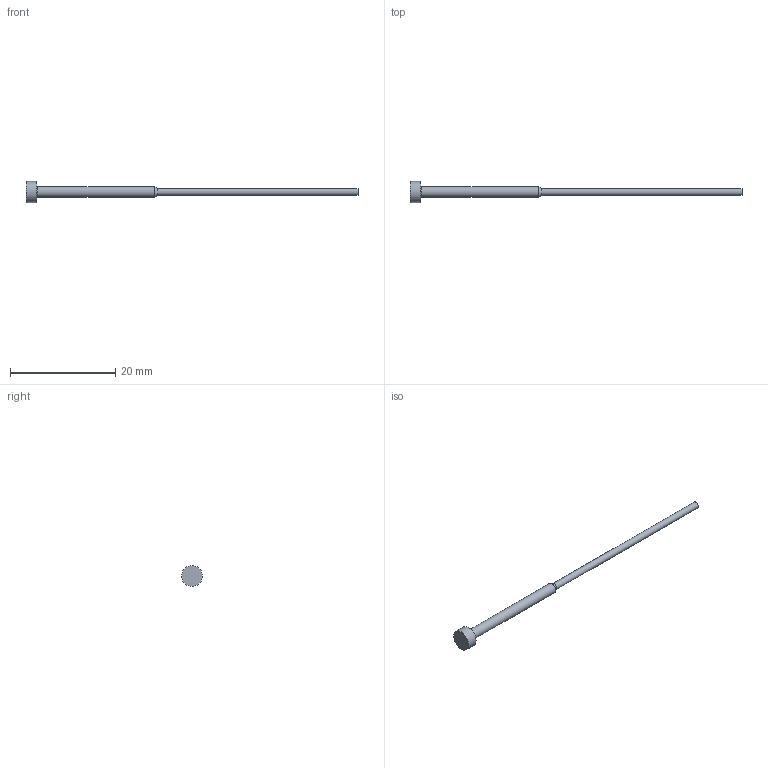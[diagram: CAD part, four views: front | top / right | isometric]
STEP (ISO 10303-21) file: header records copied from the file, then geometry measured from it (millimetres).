
FILE_DESCRIPTION(('STEP AP214'),'1');
FILE_NAME('CH-1,3x63_L25.stp','2023-09-29T09:14:53',(' '),(' '),'Spatial InterOp 3D',' ',' ');
FILE_SCHEMA(('automotive_design'));
Length unit declared in the file: metre
Products named in the file (1): 1
Bounding box: 63 x 4 x 4 mm (x, y, z)
Volume: 147.3 mm3; surface area: 347.5 mm2
Topology: 1 solids, 1 shells, 8 faces, 12 edges, 7 vertices
Faces by surface type: cylinder 3, plane 3, cone 1, torus 1
Full cylindrical faces by diameter (mm): 1.3 x1, 2 x1, 4 x1
Entity records: 270 total; most frequent: DIRECTION 32, CARTESIAN_POINT 23, AXIS2_PLACEMENT_3D 16, STYLED_ITEM 15, PRESENTATION_STYLE_ASSIGNMENT 15, COLOUR_RGB 15, EDGE_LOOP 14, ORIENTED_EDGE 14
